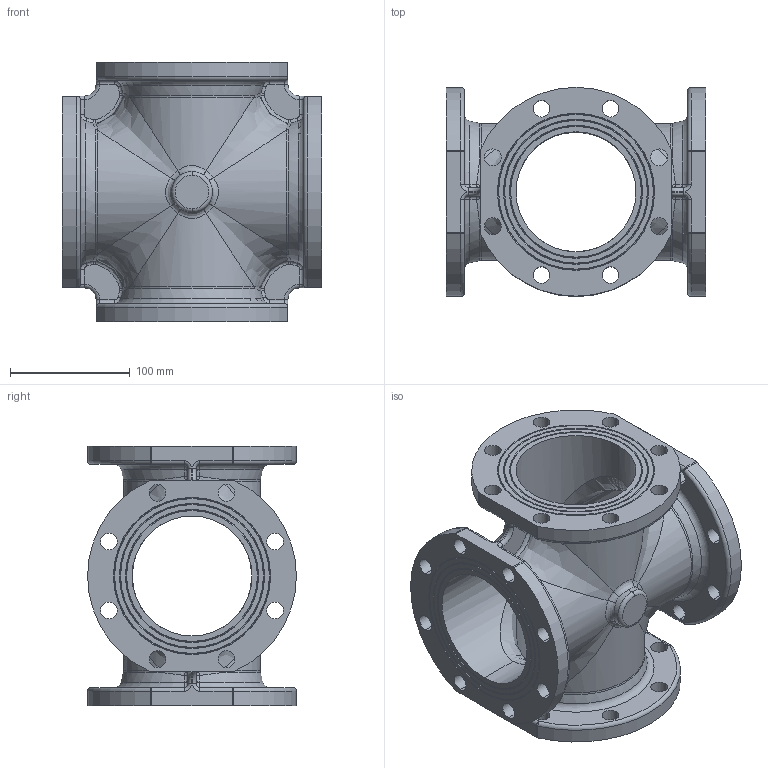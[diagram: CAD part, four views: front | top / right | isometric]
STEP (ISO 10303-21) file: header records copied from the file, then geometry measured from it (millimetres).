
FILE_DESCRIPTION (( 'STEP AP214' ), '1' );
FILE_NAME ('RO117_18486.STEP', '2012-09-24T11:36:52', ( 'Admin2' ), ( '' ), 'SwSTEP 2.0', 'SolidWorks 2010', '' );
FILE_SCHEMA (( 'AUTOMOTIVE_DESIGN' ));
Length unit declared in the file: millimetre
Products named in the file (1): RO117_18486
Bounding box: 216 x 174 x 216 mm (x, y, z)
Volume: 1504283.9 mm3; surface area: 328936.5 mm2
Topology: 1 solids, 1 shells, 779 faces, 1944 edges, 1214 vertices
Faces by surface type: bspline 235, plane 231, cylinder 189, cone 56, torus 52, sphere 16
Entity records: 37532 total; most frequent: CARTESIAN_POINT 18961, ORIENTED_EDGE 3872, DIRECTION 3102, EDGE_CURVE 1936, VERTEX_POINT 1214, AXIS2_PLACEMENT_3D 1187, EDGE_LOOP 904, FACE_OUTER_BOUND 779
